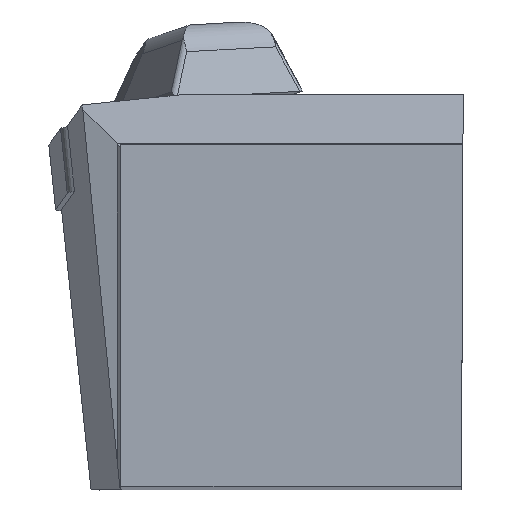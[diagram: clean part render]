
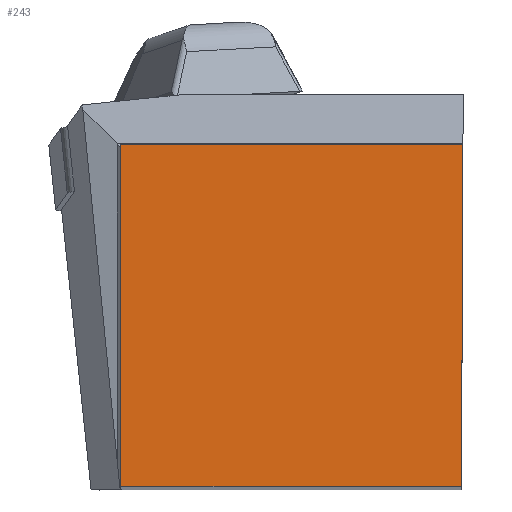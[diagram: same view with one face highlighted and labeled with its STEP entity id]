
A CAD part, top view. The second image highlights one B-rep face of the part: STEP entity #243.
In plain terms, the highlighted planar face has unit normal (0, 0, 1).
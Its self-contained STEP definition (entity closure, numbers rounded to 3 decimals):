
#168=FACE_OUTER_BOUND('',#675,.T.);
#243=ADVANCED_FACE('BLANK_BOXF006',(#168),#312,.F.);
#312=PLANE('',#1639);
#397=LINE('',#2381,#544);
#403=LINE('',#2393,#550);
#413=LINE('',#2412,#560);
#414=LINE('',#2414,#561);
#544=VECTOR('',#1867,1.);
#550=VECTOR('',#1875,1.);
#560=VECTOR('',#1889,1.);
#561=VECTOR('',#1890,1.);
#675=EDGE_LOOP('',(#853,#854,#855,#856));
#853=ORIENTED_EDGE('',*,*,#1375,.F.);
#854=ORIENTED_EDGE('',*,*,#1365,.F.);
#855=ORIENTED_EDGE('',*,*,#1359,.F.);
#856=ORIENTED_EDGE('',*,*,#1376,.F.);
#1204=VERTEX_POINT('',#2380);
#1205=VERTEX_POINT('',#2382);
#1210=VERTEX_POINT('',#2394);
#1217=VERTEX_POINT('',#2413);
#1359=EDGE_CURVE('',#1204,#1205,#397,.T.);
#1365=EDGE_CURVE('',#1205,#1210,#403,.T.);
#1375=EDGE_CURVE('',#1210,#1217,#413,.T.);
#1376=EDGE_CURVE('',#1217,#1204,#414,.T.);
#1639=AXIS2_PLACEMENT_3D('',#2415,#1891,#1892);
#1867=DIRECTION('',(-0.004,-1.,0.));
#1875=DIRECTION('',(-1.,0.,0.));
#1889=DIRECTION('',(0.,1.,0.));
#1890=DIRECTION('',(1.,0.,0.));
#1891=DIRECTION('',(0.,0.,-1.));
#1892=DIRECTION('',(-1.,0.,0.));
#2380=CARTESIAN_POINT('',(0.,49.85,0.));
#2381=CARTESIAN_POINT('',(1.206,326.347,0.));
#2382=CARTESIAN_POINT('',(-0.218,0.,0.));
#2393=CARTESIAN_POINT('',(326.35,0.,0.));
#2394=CARTESIAN_POINT('',(-49.85,0.,0.));
#2412=CARTESIAN_POINT('',(-49.85,-326.35,0.));
#2413=CARTESIAN_POINT('',(-49.85,49.85,0.));
#2414=CARTESIAN_POINT('',(-326.35,49.85,0.));
#2415=CARTESIAN_POINT('',(-85.35,-5.,0.));
